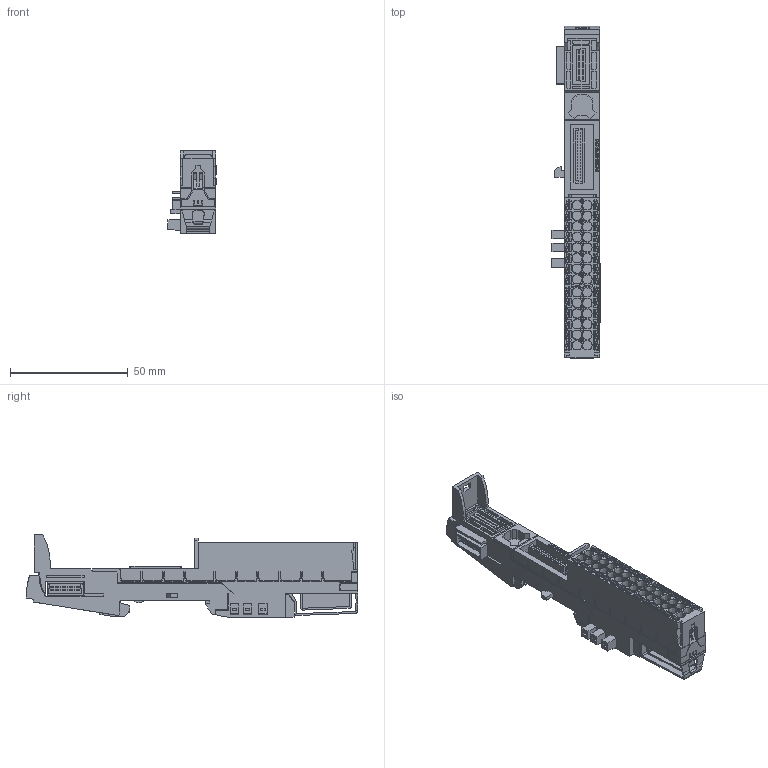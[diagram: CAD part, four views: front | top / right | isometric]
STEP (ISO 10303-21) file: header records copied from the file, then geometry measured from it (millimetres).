
FILE_DESCRIPTION(/* description */ (''),/* implementation_level */ '2;1');
FILE_NAME(/* name */ '6AG1193-6BP40-7BA1_3d.stp',/* time_stamp */ '2025-02-28T11:15:38+08:00',/* author */ (''),/* organization */ (''),/* preprocessor_version */ 'ST-DEVELOPER v18.102',/* originating_system */ 'SIEMENS PLM Software NX 2023',/* authorisation */ '');
FILE_SCHEMA (('AUTOMOTIVE_DESIGN { 1 0 10303 214 3 1 1 1 }'));
Products named in the file (3): A5E54405191A_RS-AA_001_1-labeling; A5E30869258A_RS-AA_005_1-Box; A5E54405011A_RS-AA_001_2-CAx_6AG11936BP407BA1
Assembly tree (2 placements, depth 2):
  A5E54405011A_RS-AA_001_2-CAx_6AG11936BP407BA1
    A5E30869258A_RS-AA_005_1-Box
    A5E54405191A_RS-AA_001_1-labeling
Bounding box: 20.42 x 141 x 35 mm (x, y, z)
Volume: 32904.7 mm3; surface area: 31165.9 mm2
Topology: 120 solids, 121 shells, 3388 faces, 8764 edges, 5829 vertices
Faces by surface type: plane 2851, extrusion 333, cylinder 204
Full cylindrical faces by diameter (mm): 1 x8, 1.067 x5
Entity records: 143003 total; most frequent: CARTESIAN_POINT 37090, ORIENTED_EDGE 17424, DIRECTION 14596, EDGE_CURVE 8712, VECTOR 7640, LINE 7307, VERTEX_POINT 5829, EDGE_LOOP 3759
